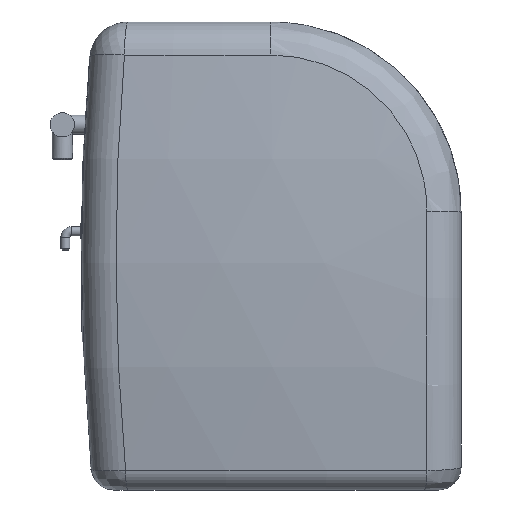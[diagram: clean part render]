
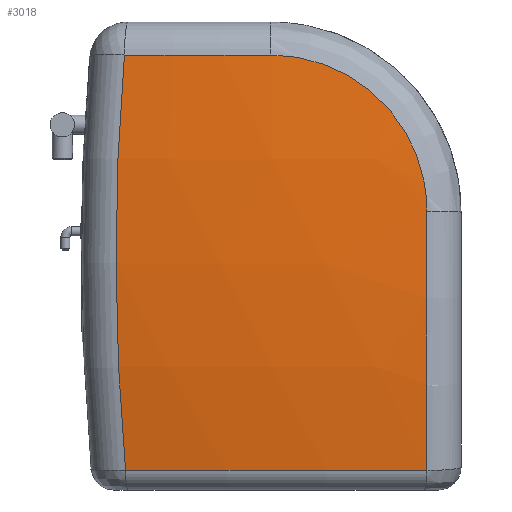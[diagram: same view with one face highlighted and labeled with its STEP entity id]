
A CAD part, left-side view. The second image highlights one B-rep face of the part: STEP entity #3018.
In plain terms, the highlighted spherical face has radius 2000 mm.
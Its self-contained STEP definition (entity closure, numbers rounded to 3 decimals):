
#18=SPHERICAL_SURFACE('',#3239,2000.);
#69=B_SPLINE_CURVE_WITH_KNOTS('',3,(#5679,#5680,#5681,#5682,#5683,#5684,
#5685,#5686,#5687,#5688),.UNSPECIFIED.,.F.,.F.,(4,1,1,1,1,1,1,4),(0.,4.489,
8.978,13.466,17.955,22.444,26.933,
31.422),.UNSPECIFIED.);
#141=CIRCLE('',#3216,1766.178);
#144=CIRCLE('',#3220,1989.453);
#146=CIRCLE('',#3223,1982.486);
#149=CIRCLE('',#3227,1980.058);
#342=FACE_OUTER_BOUND('',#535,.T.);
#535=EDGE_LOOP('',(#2606,#2607,#2608,#2609,#2610));
#1395=VERTEX_POINT('',#5255);
#1397=VERTEX_POINT('',#5315);
#1407=VERTEX_POINT('',#5471);
#1415=VERTEX_POINT('',#5593);
#1417=VERTEX_POINT('',#5677);
#1802=EDGE_CURVE('',#1395,#1407,#141,.T.);
#1805=EDGE_CURVE('',#1415,#1397,#144,.T.);
#1808=EDGE_CURVE('',#1417,#1415,#69,.T.);
#1809=EDGE_CURVE('',#1407,#1417,#146,.T.);
#1812=EDGE_CURVE('',#1397,#1395,#149,.T.);
#2606=ORIENTED_EDGE('',*,*,#1802,.F.);
#2607=ORIENTED_EDGE('',*,*,#1812,.F.);
#2608=ORIENTED_EDGE('',*,*,#1805,.F.);
#2609=ORIENTED_EDGE('',*,*,#1808,.F.);
#2610=ORIENTED_EDGE('',*,*,#1809,.F.);
#3018=ADVANCED_FACE('',(#342),#18,.T.);
#3216=AXIS2_PLACEMENT_3D('',#5590,#3931,#3932);
#3220=AXIS2_PLACEMENT_3D('',#5595,#3939,#3940);
#3223=AXIS2_PLACEMENT_3D('',#5690,#3945,#3946);
#3227=AXIS2_PLACEMENT_3D('',#5694,#3953,#3954);
#3239=AXIS2_PLACEMENT_3D('',#5708,#3979,#3980);
#3931=DIRECTION('center_axis',(0.557,0.831,0.));
#3932=DIRECTION('ref_axis',(-0.831,0.557,0.008));
#3939=DIRECTION('center_axis',(0.,-1.,0.));
#3940=DIRECTION('ref_axis',(-0.998,0.,-0.056));
#3945=DIRECTION('center_axis',(0.,0.,1.));
#3946=DIRECTION('ref_axis',(-0.998,0.059,0.));
#3953=DIRECTION('center_axis',(0.,0.,-1.));
#3954=DIRECTION('ref_axis',(-1.,-0.005,0.));
#3979=DIRECTION('center_axis',(0.,0.,1.));
#3980=DIRECTION('ref_axis',(1.,0.,0.));
#5255=CARTESIAN_POINT('',(-128.335,190.892,-281.726));
#5315=CARTESIAN_POINT('',(-126.904,-205.128,-281.726));
#5471=CARTESIAN_POINT('',(-130.625,192.426,264.103));
#5590=CARTESIAN_POINT('Origin',(1320.166,-779.604,0.));
#5593=CARTESIAN_POINT('',(-146.078,-205.128,58.974));
#5595=CARTESIAN_POINT('Origin',(1842.5,-205.128,0.));
#5677=CARTESIAN_POINT('',(-139.986,0.,264.103));
#5679=CARTESIAN_POINT('Ctrl Pts',(-139.986,0.,
264.103));
#5680=CARTESIAN_POINT('Ctrl Pts',(-139.986,-15.346,264.103));
#5681=CARTESIAN_POINT('Ctrl Pts',(-140.089,-46.039,260.645));
#5682=CARTESIAN_POINT('Ctrl Pts',(-140.544,-89.765,245.34));
#5683=CARTESIAN_POINT('Ctrl Pts',(-141.277,-128.991,220.689));
#5684=CARTESIAN_POINT('Ctrl Pts',(-142.25,-161.74,187.932));
#5685=CARTESIAN_POINT('Ctrl Pts',(-143.416,-186.381,148.71));
#5686=CARTESIAN_POINT('Ctrl Pts',(-144.713,-201.672,104.996));
#5687=CARTESIAN_POINT('Ctrl Pts',(-145.624,-205.128,74.314));
#5688=CARTESIAN_POINT('Ctrl Pts',(-146.078,-205.128,58.974));
#5690=CARTESIAN_POINT('Origin',(1842.5,0.,264.103));
#5694=CARTESIAN_POINT('Origin',(1842.5,0.,-281.726));
#5708=CARTESIAN_POINT('Origin',(1842.5,0.,0.));
